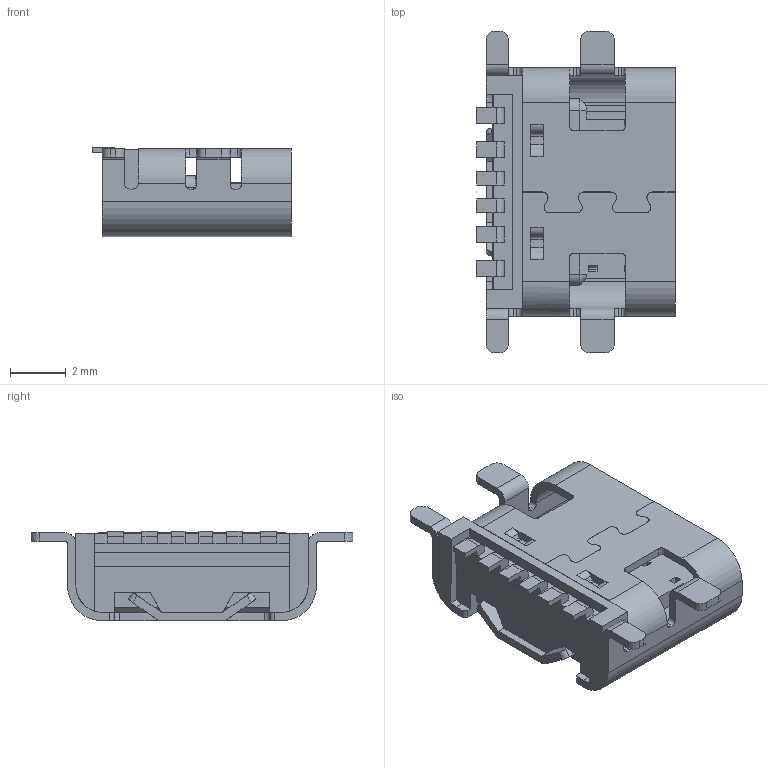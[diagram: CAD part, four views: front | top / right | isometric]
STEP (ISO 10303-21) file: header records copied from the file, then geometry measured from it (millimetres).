
FILE_DESCRIPTION (( 'STEP AP214' ), '1' );
FILE_NAME ('CUI_DEVICES_UJC-HP-G-5-SMT-TR.step', '2023-05-03T20:30:24', ( '' ), ( '' ), 'SwSTEP 2.0', 'SolidWorks 2023', '' );
FILE_SCHEMA (( 'AUTOMOTIVE_DESIGN' ));
Length unit declared in the file: millimetre
Products named in the file (1): CUI_DEVICES_UJC-HP-G-5-SMT-TR
Bounding box: 7.14 x 11.54 x 3.21 mm (x, y, z)
Volume: 97.4 mm3; surface area: 426.9 mm2
Topology: 1 solids, 1 shells, 611 faces, 1753 edges, 1148 vertices
Faces by surface type: plane 457, cylinder 138, cone 12, torus 4
Entity records: 19910 total; most frequent: CARTESIAN_POINT 3645, ORIENTED_EDGE 3506, DIRECTION 3247, EDGE_CURVE 1753, VECTOR 1423, LINE 1423, VERTEX_POINT 1148, AXIS2_PLACEMENT_3D 912
